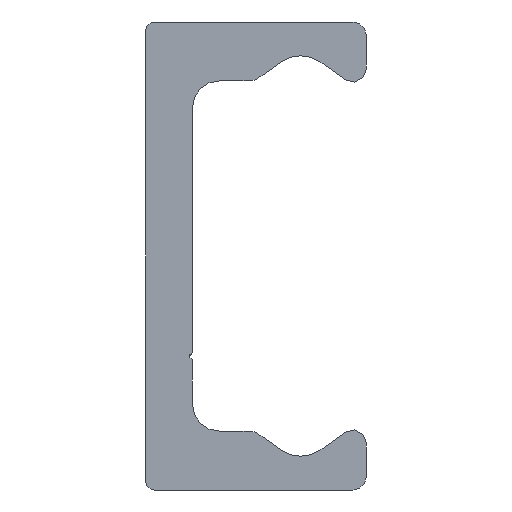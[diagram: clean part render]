
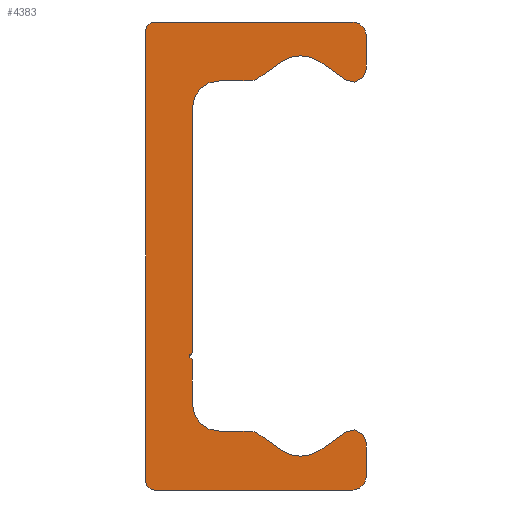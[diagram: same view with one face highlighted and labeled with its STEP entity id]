
A CAD part, left-side view. The second image highlights one B-rep face of the part: STEP entity #4383.
In plain terms, the highlighted planar face has unit normal (-1, 0, 0).
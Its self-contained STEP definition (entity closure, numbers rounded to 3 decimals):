
#3300=CARTESIAN_POINT('',(0.0,4.75,-7.25));
#3301=VERTEX_POINT('',#3300);
#3308=CARTESIAN_POINT('',(0.0,4.75,-7.75));
#3309=VERTEX_POINT('',#3308);
#3310=CARTESIAN_POINT('',(0.0,4.75,-7.5));
#3311=DIRECTION('',(-1.0,0.0,0.0));
#3312=DIRECTION('',(0.0,0.0,1.0));
#3313=AXIS2_PLACEMENT_3D('',#3310,#3311,#3312);
#3314=CIRCLE('',#3313,0.25);
#3315=EDGE_CURVE('',#3301,#3309,#3314,.T.);
#3425=CARTESIAN_POINT('',(0.0,4.75,11.1));
#3426=VERTEX_POINT('',#3425);
#3433=CARTESIAN_POINT('',(0.0,4.75,11.1));
#3434=DIRECTION('',(0.0,0.0,-1.0));
#3435=VECTOR('',#3434,18.35);
#3436=LINE('',#3433,#3435);
#3437=EDGE_CURVE('',#3426,#3301,#3436,.T.);
#3517=CARTESIAN_POINT('',(0.0,7.6,-17.5));
#3518=VERTEX_POINT('',#3517);
#3525=CARTESIAN_POINT('',(0.0,8.25,-16.85));
#3526=VERTEX_POINT('',#3525);
#3527=CARTESIAN_POINT('',(0.0,7.6,-16.85));
#3528=DIRECTION('',(1.0,0.0,0.0));
#3529=DIRECTION('',(0.0,0.0,-1.0));
#3530=AXIS2_PLACEMENT_3D('',#3527,#3528,#3529);
#3531=CIRCLE('',#3530,0.65);
#3532=EDGE_CURVE('',#3518,#3526,#3531,.T.);
#3556=CARTESIAN_POINT('',(0.0,-7.25,-17.5));
#3557=VERTEX_POINT('',#3556);
#3564=CARTESIAN_POINT('',(0.0,-7.25,-17.5));
#3565=DIRECTION('',(0.0,1.0,0.0));
#3566=VECTOR('',#3565,14.85);
#3567=LINE('',#3564,#3566);
#3568=EDGE_CURVE('',#3557,#3518,#3567,.T.);
#3588=CARTESIAN_POINT('',(0.0,-8.25,-16.5));
#3589=VERTEX_POINT('',#3588);
#3596=CARTESIAN_POINT('',(0.0,-7.25,-16.5));
#3597=DIRECTION('',(1.0,0.0,0.0));
#3598=DIRECTION('',(0.0,-1.0,0.0));
#3599=AXIS2_PLACEMENT_3D('',#3596,#3597,#3598);
#3600=CIRCLE('',#3599,1.0);
#3601=EDGE_CURVE('',#3589,#3557,#3600,.T.);
#3620=CARTESIAN_POINT('',(0.0,-8.25,-13.98));
#3621=VERTEX_POINT('',#3620);
#3628=CARTESIAN_POINT('',(0.0,-8.25,-13.98));
#3629=DIRECTION('',(0.0,0.0,-1.0));
#3630=VECTOR('',#3629,2.52);
#3631=LINE('',#3628,#3630);
#3632=EDGE_CURVE('',#3621,#3589,#3631,.T.);
#3652=CARTESIAN_POINT('',(0.0,-6.708,-13.177));
#3653=VERTEX_POINT('',#3652);
#3660=CARTESIAN_POINT('',(0.0,-7.27,-13.98));
#3661=DIRECTION('',(1.0,0.0,0.0));
#3662=DIRECTION('',(0.0,0.574,0.819));
#3663=AXIS2_PLACEMENT_3D('',#3660,#3661,#3662);
#3664=CIRCLE('',#3663,0.98);
#3665=EDGE_CURVE('',#3653,#3621,#3664,.T.);
#3684=CARTESIAN_POINT('',(0.0,-4.784,-14.524));
#3685=VERTEX_POINT('',#3684);
#3692=CARTESIAN_POINT('',(0.0,-4.784,-14.524));
#3693=DIRECTION('',(0.0,-0.819,0.574));
#3694=VECTOR('',#3693,2.349);
#3695=LINE('',#3692,#3694);
#3696=EDGE_CURVE('',#3685,#3653,#3695,.T.);
#3716=CARTESIAN_POINT('',(0.0,-1.916,-14.524));
#3717=VERTEX_POINT('',#3716);
#3724=CARTESIAN_POINT('',(0.0,-3.35,-12.477));
#3725=DIRECTION('',(-1.0,0.0,0.0));
#3726=DIRECTION('',(0.0,0.574,0.819));
#3727=AXIS2_PLACEMENT_3D('',#3724,#3725,#3726);
#3728=CIRCLE('',#3727,2.5);
#3729=EDGE_CURVE('',#3717,#3685,#3728,.T.);
#3748=CARTESIAN_POINT('',(0.0,-0.14,-13.281));
#3749=VERTEX_POINT('',#3748);
#3756=CARTESIAN_POINT('',(0.0,-0.14,-13.281));
#3757=DIRECTION('',(0.0,-0.819,-0.574));
#3758=VECTOR('',#3757,2.168);
#3759=LINE('',#3756,#3758);
#3760=EDGE_CURVE('',#3749,#3717,#3759,.T.);
#3780=CARTESIAN_POINT('',(0.0,0.433,-13.1));
#3781=VERTEX_POINT('',#3780);
#3788=CARTESIAN_POINT('',(0.0,0.433,-14.1));
#3789=DIRECTION('',(1.0,0.0,0.0));
#3790=DIRECTION('',(0.0,0.0,1.0));
#3791=AXIS2_PLACEMENT_3D('',#3788,#3789,#3790);
#3792=CIRCLE('',#3791,1.);
#3793=EDGE_CURVE('',#3781,#3749,#3792,.T.);
#3812=CARTESIAN_POINT('',(0.0,2.75,-13.1));
#3813=VERTEX_POINT('',#3812);
#3820=CARTESIAN_POINT('',(0.0,2.75,-13.1));
#3821=DIRECTION('',(0.0,-1.0,0.0));
#3822=VECTOR('',#3821,2.317);
#3823=LINE('',#3820,#3822);
#3824=EDGE_CURVE('',#3813,#3781,#3823,.T.);
#3844=CARTESIAN_POINT('',(0.0,4.75,-11.1));
#3845=VERTEX_POINT('',#3844);
#3852=CARTESIAN_POINT('',(0.0,2.75,-11.1));
#3853=DIRECTION('',(-1.0,0.0,0.0));
#3854=DIRECTION('',(0.0,0.0,1.0));
#3855=AXIS2_PLACEMENT_3D('',#3852,#3853,#3854);
#3856=CIRCLE('',#3855,2.0);
#3857=EDGE_CURVE('',#3845,#3813,#3856,.T.);
#3875=CARTESIAN_POINT('',(0.0,4.75,-7.75));
#3876=DIRECTION('',(0.0,0.0,-1.0));
#3877=VECTOR('',#3876,3.35);
#3878=LINE('',#3875,#3877);
#3879=EDGE_CURVE('',#3309,#3845,#3878,.T.);
#3899=CARTESIAN_POINT('',(0.0,2.75,13.1));
#3900=VERTEX_POINT('',#3899);
#3907=CARTESIAN_POINT('',(0.0,2.75,11.1));
#3908=DIRECTION('',(-1.0,0.0,0.0));
#3909=DIRECTION('',(0.0,-1.0,0.0));
#3910=AXIS2_PLACEMENT_3D('',#3907,#3908,#3909);
#3911=CIRCLE('',#3910,2.0);
#3912=EDGE_CURVE('',#3900,#3426,#3911,.T.);
#3931=CARTESIAN_POINT('',(0.0,0.433,13.1));
#3932=VERTEX_POINT('',#3931);
#3939=CARTESIAN_POINT('',(0.0,0.433,13.1));
#3940=DIRECTION('',(0.0,1.0,0.0));
#3941=VECTOR('',#3940,2.317);
#3942=LINE('',#3939,#3941);
#3943=EDGE_CURVE('',#3932,#3900,#3942,.T.);
#3963=CARTESIAN_POINT('',(0.0,-0.14,13.281));
#3964=VERTEX_POINT('',#3963);
#3971=CARTESIAN_POINT('',(0.0,0.433,14.1));
#3972=DIRECTION('',(1.0,0.0,0.0));
#3973=DIRECTION('',(0.0,-0.574,-0.819));
#3974=AXIS2_PLACEMENT_3D('',#3971,#3972,#3973);
#3975=CIRCLE('',#3974,1.);
#3976=EDGE_CURVE('',#3964,#3932,#3975,.T.);
#3995=CARTESIAN_POINT('',(0.0,-1.916,14.524));
#3996=VERTEX_POINT('',#3995);
#4003=CARTESIAN_POINT('',(0.0,-1.916,14.524));
#4004=DIRECTION('',(0.0,0.819,-0.574));
#4005=VECTOR('',#4004,2.168);
#4006=LINE('',#4003,#4005);
#4007=EDGE_CURVE('',#3996,#3964,#4006,.T.);
#4027=CARTESIAN_POINT('',(0.0,-4.784,14.524));
#4028=VERTEX_POINT('',#4027);
#4035=CARTESIAN_POINT('',(0.0,-3.35,12.477));
#4036=DIRECTION('',(-1.0,0.0,0.0));
#4037=DIRECTION('',(0.0,-0.574,-0.819));
#4038=AXIS2_PLACEMENT_3D('',#4035,#4036,#4037);
#4039=CIRCLE('',#4038,2.5);
#4040=EDGE_CURVE('',#4028,#3996,#4039,.T.);
#4059=CARTESIAN_POINT('',(0.0,-6.708,13.177));
#4060=VERTEX_POINT('',#4059);
#4067=CARTESIAN_POINT('',(0.0,-6.708,13.177));
#4068=DIRECTION('',(0.0,0.819,0.574));
#4069=VECTOR('',#4068,2.349);
#4070=LINE('',#4067,#4069);
#4071=EDGE_CURVE('',#4060,#4028,#4070,.T.);
#4091=CARTESIAN_POINT('',(0.0,-8.25,13.98));
#4092=VERTEX_POINT('',#4091);
#4099=CARTESIAN_POINT('',(0.0,-7.27,13.98));
#4100=DIRECTION('',(1.0,0.0,0.0));
#4101=DIRECTION('',(0.0,-1.0,0.0));
#4102=AXIS2_PLACEMENT_3D('',#4099,#4100,#4101);
#4103=CIRCLE('',#4102,0.98);
#4104=EDGE_CURVE('',#4092,#4060,#4103,.T.);
#4123=CARTESIAN_POINT('',(0.0,-8.25,16.5));
#4124=VERTEX_POINT('',#4123);
#4131=CARTESIAN_POINT('',(0.0,-8.25,16.5));
#4132=DIRECTION('',(0.0,0.0,-1.0));
#4133=VECTOR('',#4132,2.52);
#4134=LINE('',#4131,#4133);
#4135=EDGE_CURVE('',#4124,#4092,#4134,.T.);
#4155=CARTESIAN_POINT('',(0.0,-7.25,17.5));
#4156=VERTEX_POINT('',#4155);
#4163=CARTESIAN_POINT('',(0.0,-7.25,16.5));
#4164=DIRECTION('',(1.0,0.0,0.0));
#4165=DIRECTION('',(0.0,0.0,1.0));
#4166=AXIS2_PLACEMENT_3D('',#4163,#4164,#4165);
#4167=CIRCLE('',#4166,1.0);
#4168=EDGE_CURVE('',#4156,#4124,#4167,.T.);
#4187=CARTESIAN_POINT('',(0.0,7.6,17.5));
#4188=VERTEX_POINT('',#4187);
#4195=CARTESIAN_POINT('',(0.0,7.6,17.5));
#4196=DIRECTION('',(0.0,-1.0,0.0));
#4197=VECTOR('',#4196,14.85);
#4198=LINE('',#4195,#4197);
#4199=EDGE_CURVE('',#4188,#4156,#4198,.T.);
#4219=CARTESIAN_POINT('',(0.0,8.25,16.85));
#4220=VERTEX_POINT('',#4219);
#4227=CARTESIAN_POINT('',(0.0,7.6,16.85));
#4228=DIRECTION('',(1.0,0.0,0.0));
#4229=DIRECTION('',(0.0,1.0,0.0));
#4230=AXIS2_PLACEMENT_3D('',#4227,#4228,#4229);
#4231=CIRCLE('',#4230,0.65);
#4232=EDGE_CURVE('',#4220,#4188,#4231,.T.);
#4250=CARTESIAN_POINT('',(0.0,8.25,-16.85));
#4251=DIRECTION('',(0.0,0.0,1.0));
#4252=VECTOR('',#4251,33.7);
#4253=LINE('',#4250,#4252);
#4254=EDGE_CURVE('',#3526,#4220,#4253,.T.);
#4350=CARTESIAN_POINT('',(0.0,2.258,-0.017));
#4351=DIRECTION('',(1.0,0.0,0.0));
#4352=DIRECTION('',(0.0,0.0,-1.0));
#4353=AXIS2_PLACEMENT_3D('',#4350,#4351,#4352);
#4354=PLANE('',#4353);
#4355=ORIENTED_EDGE('',*,*,#4254,.F.);
#4356=ORIENTED_EDGE('',*,*,#3532,.F.);
#4357=ORIENTED_EDGE('',*,*,#3568,.F.);
#4358=ORIENTED_EDGE('',*,*,#3601,.F.);
#4359=ORIENTED_EDGE('',*,*,#3632,.F.);
#4360=ORIENTED_EDGE('',*,*,#3665,.F.);
#4361=ORIENTED_EDGE('',*,*,#3696,.F.);
#4362=ORIENTED_EDGE('',*,*,#3729,.F.);
#4363=ORIENTED_EDGE('',*,*,#3760,.F.);
#4364=ORIENTED_EDGE('',*,*,#3793,.F.);
#4365=ORIENTED_EDGE('',*,*,#3824,.F.);
#4366=ORIENTED_EDGE('',*,*,#3857,.F.);
#4367=ORIENTED_EDGE('',*,*,#3879,.F.);
#4368=ORIENTED_EDGE('',*,*,#3315,.F.);
#4369=ORIENTED_EDGE('',*,*,#3437,.F.);
#4370=ORIENTED_EDGE('',*,*,#3912,.F.);
#4371=ORIENTED_EDGE('',*,*,#3943,.F.);
#4372=ORIENTED_EDGE('',*,*,#3976,.F.);
#4373=ORIENTED_EDGE('',*,*,#4007,.F.);
#4374=ORIENTED_EDGE('',*,*,#4040,.F.);
#4375=ORIENTED_EDGE('',*,*,#4071,.F.);
#4376=ORIENTED_EDGE('',*,*,#4104,.F.);
#4377=ORIENTED_EDGE('',*,*,#4135,.F.);
#4378=ORIENTED_EDGE('',*,*,#4168,.F.);
#4379=ORIENTED_EDGE('',*,*,#4199,.F.);
#4380=ORIENTED_EDGE('',*,*,#4232,.F.);
#4381=EDGE_LOOP('',(#4355,#4356,#4357,#4358,#4359,#4360,#4361,#4362,#4363,#4364,#4365,#4366,#4367,#4368,#4369,#4370,#4371,#4372,#4373,#4374,#4375,#4376,#4377,#4378,#4379,#4380));
#4382=FACE_OUTER_BOUND('',#4381,.T.);
#4383=ADVANCED_FACE('',(#4382),#4354,.F.);
